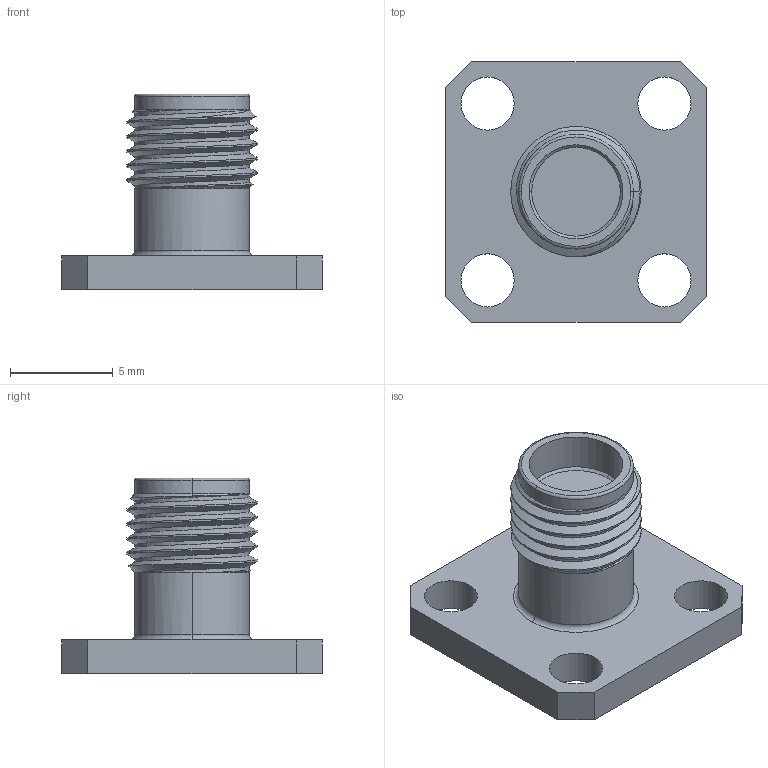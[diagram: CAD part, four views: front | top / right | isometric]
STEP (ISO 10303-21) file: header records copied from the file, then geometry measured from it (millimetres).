
FILE_DESCRIPTION (( 'STEP AP203' ), '1' );
FILE_NAME ('SC7612.step', '2019-01-25T15:42:43', ( '' ), ( '' ), 'SwSTEP 2.0', 'SolidWorks 2017', '' );
FILE_SCHEMA (( 'CONFIG_CONTROL_DESIGN' ));
Length unit declared in the file: inch
Products named in the file (1): SC7612
Bounding box: 12.7 x 12.7 x 9.53 mm (x, y, z)
Volume: 398.3 mm3; surface area: 615.1 mm2
Topology: 1 solids, 1 shells, 54 faces, 134 edges, 85 vertices
Faces by surface type: cylinder 26, plane 13, cone 8, torus 4, bspline 3
Entity records: 2755 total; most frequent: CARTESIAN_POINT 1448, ORIENTED_EDGE 268, DIRECTION 241, EDGE_CURVE 134, AXIS2_PLACEMENT_3D 93, VERTEX_POINT 85, EDGE_LOOP 65, LINE 55
